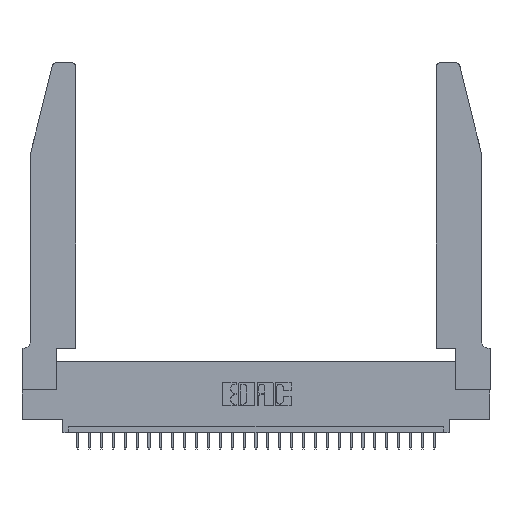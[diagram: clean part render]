
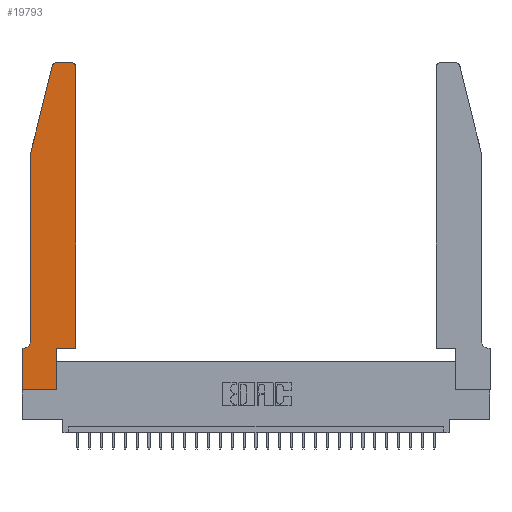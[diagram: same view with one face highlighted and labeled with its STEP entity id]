
A CAD part, top view. The second image highlights one B-rep face of the part: STEP entity #19793.
In plain terms, the highlighted planar face has unit normal (0, 0, 1).
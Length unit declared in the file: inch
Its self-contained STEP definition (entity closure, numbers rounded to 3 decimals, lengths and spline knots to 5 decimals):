
#1320 = VERTEX_POINT ( 'NONE', #22772 ) ;
#1507 = VECTOR ( 'NONE', #3014, 39.37008 ) ;
#1624 = EDGE_CURVE ( 'NONE', #8112, #23200, #9837, .T. ) ;
#1947 = CARTESIAN_POINT ( 'NONE',  ( 0.0755, 0.35, 0.37 ) ) ;
#1992 = CARTESIAN_POINT ( 'NONE',  ( 0.4205, 2.75, 0.37 ) ) ;
#2028 = VERTEX_POINT ( 'NONE', #24347 ) ;
#2045 = LINE ( 'NONE', #20412, #16645 ) ;
#2369 = EDGE_LOOP ( 'NONE', ( #17982, #26962, #22184, #25025, #25461, #8279, #4932, #10506, #23536, #13509, #24727, #8183 ) ) ;
#2452 = LINE ( 'NONE', #28335, #1507 ) ;
#2588 = DIRECTION ( 'NONE',  ( 0., -1., 0. ) ) ;
#2597 = EDGE_CURVE ( 'NONE', #2028, #11697, #11788, .T. ) ;
#3014 = DIRECTION ( 'NONE',  ( 1., 0., 0. ) ) ;
#3644 = LINE ( 'NONE', #12837, #20515 ) ;
#4490 = VERTEX_POINT ( 'NONE', #5856 ) ;
#4545 = EDGE_CURVE ( 'NONE', #11811, #15146, #26505, .T. ) ;
#4932 = ORIENTED_EDGE ( 'NONE', *, *, #2597, .T. ) ;
#5054 = VERTEX_POINT ( 'NONE', #11998 ) ;
#5856 = CARTESIAN_POINT ( 'NONE',  ( 0.0755, 2., 0.37 ) ) ;
#6193 = EDGE_CURVE ( 'NONE', #15146, #13236, #17028, .T. ) ;
#6302 = FACE_OUTER_BOUND ( 'NONE', #2369, .T. ) ;
#6445 = PLANE ( 'NONE',  #29636 ) ;
#7074 = CIRCLE ( 'NONE', #21020, 0.03 ) ;
#7637 = DIRECTION ( 'NONE',  ( 0., 1., 0. ) ) ;
#8008 = EDGE_CURVE ( 'NONE', #4490, #8112, #2045, .T. ) ;
#8112 = VERTEX_POINT ( 'NONE', #28991 ) ;
#8183 = ORIENTED_EDGE ( 'NONE', *, *, #17437, .T. ) ;
#8279 = ORIENTED_EDGE ( 'NONE', *, *, #19871, .T. ) ;
#8527 = EDGE_CURVE ( 'NONE', #5054, #27138, #3644, .T. ) ;
#9015 = DIRECTION ( 'NONE',  ( -1., 0., 0. ) ) ;
#9148 = EDGE_CURVE ( 'NONE', #11697, #5054, #2452, .T. ) ;
#9837 = CIRCLE ( 'NONE', #28090, 0.07 ) ;
#10082 = CARTESIAN_POINT ( 'NONE',  ( 0.0755, 2., 0.37 ) ) ;
#10226 = CARTESIAN_POINT ( 'NONE',  ( 0.2865, 0.35, 0.37 ) ) ;
#10506 = ORIENTED_EDGE ( 'NONE', *, *, #9148, .T. ) ;
#11485 = EDGE_CURVE ( 'NONE', #27138, #1320, #18430, .T. ) ;
#11697 = VERTEX_POINT ( 'NONE', #15107 ) ;
#11788 = LINE ( 'NONE', #16161, #15894 ) ;
#11811 = VERTEX_POINT ( 'NONE', #1992 ) ;
#11998 = CARTESIAN_POINT ( 'NONE',  ( 0.2865, 0., 0.37 ) ) ;
#12112 = CARTESIAN_POINT ( 'NONE',  ( 0.4205, 2.72, 0.37 ) ) ;
#12626 = DIRECTION ( 'NONE',  ( 0., 0., 1. ) ) ;
#12791 = LINE ( 'NONE', #10082, #20129 ) ;
#12837 = CARTESIAN_POINT ( 'NONE',  ( 0.2865, 0.35, 0.37 ) ) ;
#13236 = VERTEX_POINT ( 'NONE', #16008 ) ;
#13400 = LINE ( 'NONE', #1947, #13727 ) ;
#13406 = VECTOR ( 'NONE', #7637, 39.37008 ) ;
#13509 = ORIENTED_EDGE ( 'NONE', *, *, #11485, .T. ) ;
#13727 = VECTOR ( 'NONE', #25126, 39.37008 ) ;
#15107 = CARTESIAN_POINT ( 'NONE',  ( 0., 0., 0.37 ) ) ;
#15146 = VERTEX_POINT ( 'NONE', #15664 ) ;
#15656 = DIRECTION ( 'NONE',  ( 1., 0., 0. ) ) ;
#15664 = CARTESIAN_POINT ( 'NONE',  ( 0.284, 2.75, 0.37 ) ) ;
#15800 = DIRECTION ( 'NONE',  ( 0., 0., -1. ) ) ;
#15894 = VECTOR ( 'NONE', #2588, 39.37008 ) ;
#16008 = CARTESIAN_POINT ( 'NONE',  ( 0.25487, 2.72718, 0.37 ) ) ;
#16161 = CARTESIAN_POINT ( 'NONE',  ( 0., 0., 0.37 ) ) ;
#16645 = VECTOR ( 'NONE', #18440, 39.37008 ) ;
#17028 = CIRCLE ( 'NONE', #20402, 0.03 ) ;
#17437 = EDGE_CURVE ( 'NONE', #25925, #11811, #7074, .T. ) ;
#17982 = ORIENTED_EDGE ( 'NONE', *, *, #4545, .T. ) ;
#18430 = LINE ( 'NONE', #18743, #28231 ) ;
#18440 = DIRECTION ( 'NONE',  ( 0., -1., 0. ) ) ;
#18486 = EDGE_CURVE ( 'NONE', #13236, #4490, #12791, .T. ) ;
#18743 = CARTESIAN_POINT ( 'NONE',  ( 0.4505, 0.35, 0.37 ) ) ;
#19202 = DIRECTION ( 'NONE',  ( 0., 0., 1. ) ) ;
#19375 = LINE ( 'NONE', #21195, #13406 ) ;
#19384 = CARTESIAN_POINT ( 'NONE',  ( 0.0055, 0.35, 0.37 ) ) ;
#19793 = ADVANCED_FACE ( 'NONE', ( #6302 ), #6445, .T. ) ;
#19871 = EDGE_CURVE ( 'NONE', #23200, #2028, #13400, .T. ) ;
#20129 = VECTOR ( 'NONE', #21975, 39.37008 ) ;
#20402 = AXIS2_PLACEMENT_3D ( 'NONE', #26940, #12626, #21806 ) ;
#20412 = CARTESIAN_POINT ( 'NONE',  ( 0.0755, 2., 0.37 ) ) ;
#20515 = VECTOR ( 'NONE', #21713, 39.37008 ) ;
#21020 = AXIS2_PLACEMENT_3D ( 'NONE', #12112, #19202, #23246 ) ;
#21195 = CARTESIAN_POINT ( 'NONE',  ( 0.4505, 0.35, 0.37 ) ) ;
#21713 = DIRECTION ( 'NONE',  ( 0., 1., 0. ) ) ;
#21806 = DIRECTION ( 'NONE',  ( 1., 0., 0. ) ) ;
#21975 = DIRECTION ( 'NONE',  ( -0.239, -0.971, 0. ) ) ;
#22184 = ORIENTED_EDGE ( 'NONE', *, *, #18486, .T. ) ;
#22772 = CARTESIAN_POINT ( 'NONE',  ( 0.4505, 0.35, 0.37 ) ) ;
#23200 = VERTEX_POINT ( 'NONE', #19384 ) ;
#23246 = DIRECTION ( 'NONE',  ( 1., 0., 0. ) ) ;
#23536 = ORIENTED_EDGE ( 'NONE', *, *, #8527, .T. ) ;
#23926 = CARTESIAN_POINT ( 'NONE',  ( 0.4505, 2.72, 0.37 ) ) ;
#24347 = CARTESIAN_POINT ( 'NONE',  ( 0., 0.35, 0.37 ) ) ;
#24727 = ORIENTED_EDGE ( 'NONE', *, *, #26228, .T. ) ;
#25025 = ORIENTED_EDGE ( 'NONE', *, *, #8008, .T. ) ;
#25126 = DIRECTION ( 'NONE',  ( -1., 0., 0. ) ) ;
#25461 = ORIENTED_EDGE ( 'NONE', *, *, #1624, .T. ) ;
#25925 = VERTEX_POINT ( 'NONE', #23926 ) ;
#26228 = EDGE_CURVE ( 'NONE', #1320, #25925, #19375, .T. ) ;
#26505 = LINE ( 'NONE', #28778, #29606 ) ;
#26940 = CARTESIAN_POINT ( 'NONE',  ( 0.284, 2.72, 0.37 ) ) ;
#26962 = ORIENTED_EDGE ( 'NONE', *, *, #6193, .T. ) ;
#27100 = DIRECTION ( 'NONE',  ( -1., 0., 0. ) ) ;
#27138 = VERTEX_POINT ( 'NONE', #10226 ) ;
#28090 = AXIS2_PLACEMENT_3D ( 'NONE', #29056, #15800, #9015 ) ;
#28231 = VECTOR ( 'NONE', #28234, 39.37008 ) ;
#28234 = DIRECTION ( 'NONE',  ( 1., 0., 0. ) ) ;
#28335 = CARTESIAN_POINT ( 'NONE',  ( 0., 0., 0.37 ) ) ;
#28778 = CARTESIAN_POINT ( 'NONE',  ( 0.2605, 2.75, 0.37 ) ) ;
#28991 = CARTESIAN_POINT ( 'NONE',  ( 0.0755, 0.42, 0.37 ) ) ;
#29056 = CARTESIAN_POINT ( 'NONE',  ( 0.0055, 0.42, 0.37 ) ) ;
#29061 = DIRECTION ( 'NONE',  ( 0., 0., 1. ) ) ;
#29369 = CARTESIAN_POINT ( 'NONE',  ( 0., 0.35, 0.37 ) ) ;
#29606 = VECTOR ( 'NONE', #27100, 39.37008 ) ;
#29636 = AXIS2_PLACEMENT_3D ( 'NONE', #29369, #29061, #15656 ) ;
